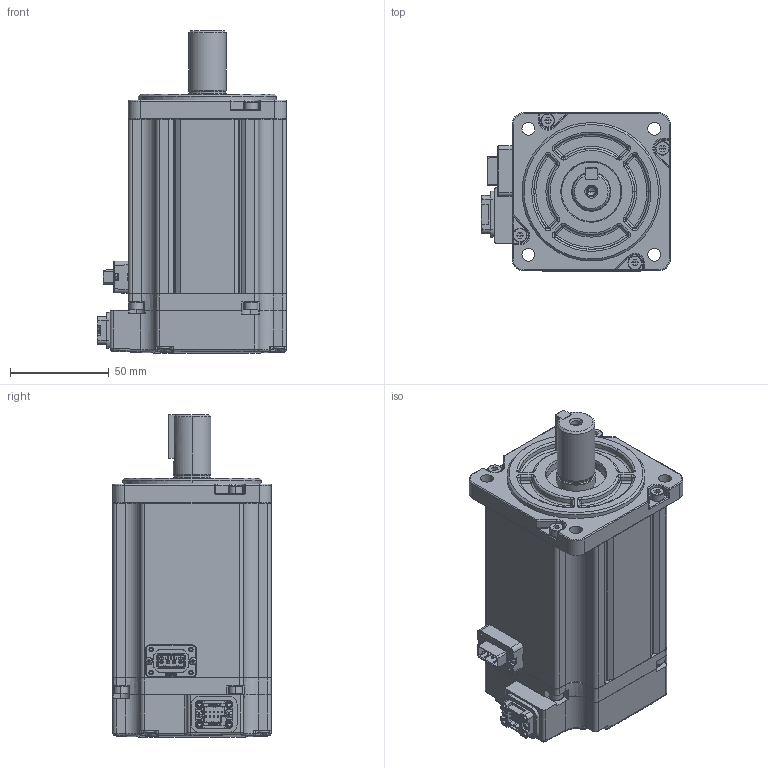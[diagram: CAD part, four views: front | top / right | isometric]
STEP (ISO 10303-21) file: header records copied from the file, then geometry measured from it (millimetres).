
FILE_DESCRIPTION (( 'STEP AP203' ), '1' );
FILE_NAME ('4611170001618.STEP', '2024-01-22T06:08:56', ( 'Windows User' ), ( 'P R C' ), 'SwSTEP 2.0', 'SolidWorks 2022', '' );
FILE_SCHEMA (( 'CONFIG_CONTROL_DESIGN' ));
Products named in the file (1): 4611170001618
Bounding box: 95.62 x 80.15 x 163 mm (x, y, z)
Surface area: 73268 mm2 (no closed solid volume)
Topology: 0 solids, 41 shells, 4045 faces, 11322 edges, 7284 vertices
Faces by surface type: plane 2172, cylinder 1283, bspline 317, cone 159, torus 76, sphere 38
Entity records: 146546 total; most frequent: CARTESIAN_POINT 47387, ORIENTED_EDGE 21987, DIRECTION 18479, EDGE_CURVE 11260, VERTEX_POINT 7280, VECTOR 6371, LINE 6371, AXIS2_PLACEMENT_3D 6054
